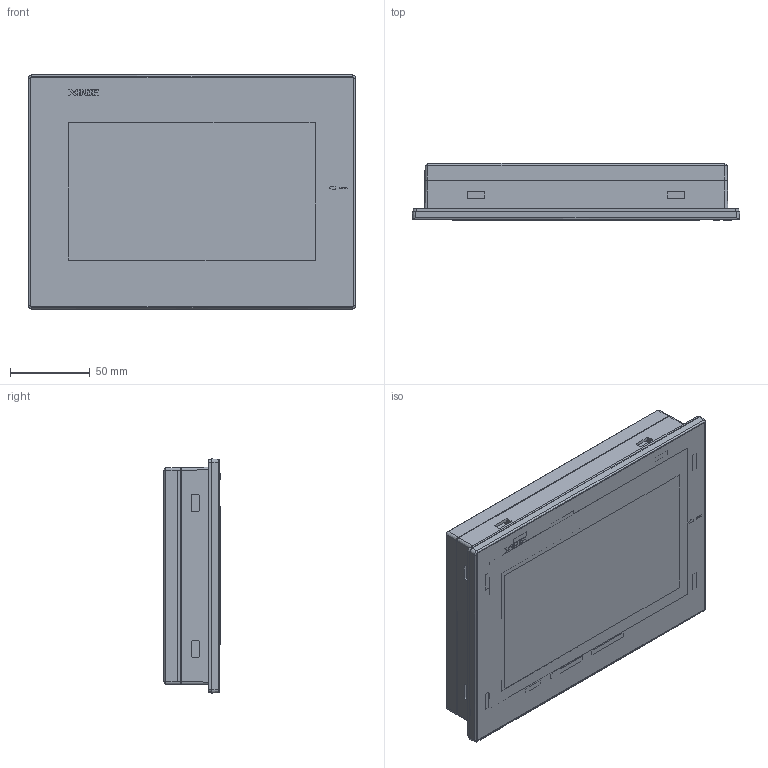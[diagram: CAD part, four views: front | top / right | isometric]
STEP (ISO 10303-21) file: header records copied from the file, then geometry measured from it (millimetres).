
FILE_DESCRIPTION(/* description */ (''),/* implementation_level */ '2;1');
FILE_NAME(/* name */ 'TS5-700',/* time_stamp */ '2023-04-10T17:17:29+08:00',/* author */ (''),/* organization */ (''),/* preprocessor_version */ 'ST-DEVELOPER v16.5',/* originating_system */ '',/* authorisation */ '');
FILE_SCHEMA (('AUTOMOTIVE_DESIGN'));
Products named in the file (1): Document
Bounding box: 205.81 x 36.43 x 147.16 mm (x, y, z)
Volume: 738355.9 mm3; surface area: 260841.5 mm2
Topology: 2 solids, 15 shells, 3896 faces, 11241 edges, 7398 vertices
Faces by surface type: plane 3122, bspline 774
Entity records: 132711 total; most frequent: CARTESIAN_POINT 59620, ORIENTED_EDGE 22433, EDGE_CURVE 11224, B_SPLINE_CURVE_WITH_KNOTS 10383, VERTEX_POINT 7398, EDGE_LOOP 4077, ADVANCED_FACE 3896, FACE_OUTER_BOUND 3896
